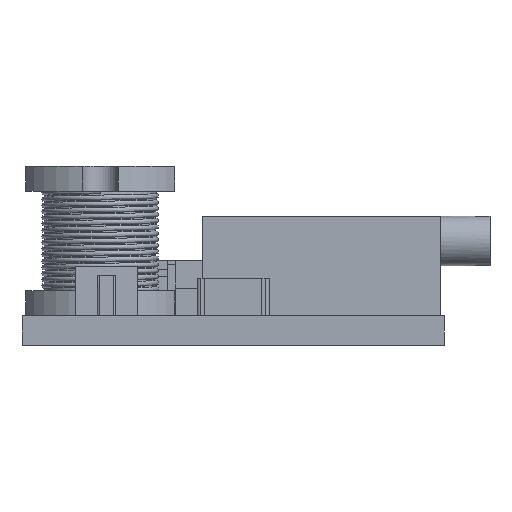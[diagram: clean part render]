
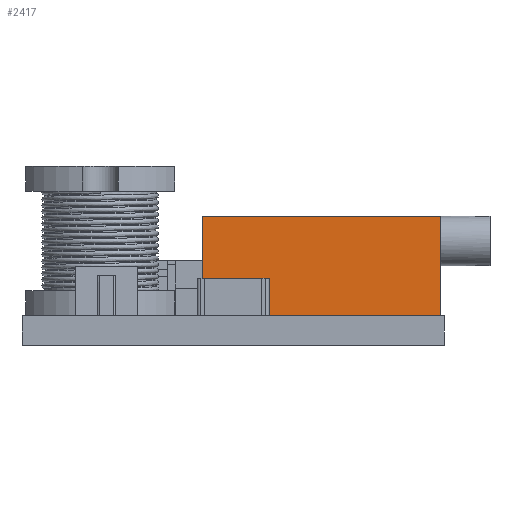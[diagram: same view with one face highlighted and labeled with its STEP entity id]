
A CAD part, front view. The second image highlights one B-rep face of the part: STEP entity #2417.
In plain terms, the highlighted planar face has unit normal (0, -1, 0).
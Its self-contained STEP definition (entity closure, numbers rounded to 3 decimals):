
#2417=ADVANCED_FACE('',(#9859),#9861,.F.);
#9859=FACE_BOUND('',#9860,.T.);
#9860=EDGE_LOOP('',(#14855,#14856,#14857,#14858));
#9861=PLANE('',#9862);
#9862=AXIS2_PLACEMENT_3D('',#9863,#9864,#9865);
#9863=CARTESIAN_POINT('',(10.213,-8.487,34.605));
#9864=DIRECTION('',(0.,1.,0.));
#9865=DIRECTION('',(0.,0.,1.));
#14855=ORIENTED_EDGE('',*,*,#18061,.T.);
#14856=ORIENTED_EDGE('',*,*,#18062,.F.);
#14857=ORIENTED_EDGE('',*,*,#18005,.F.);
#14858=ORIENTED_EDGE('',*,*,#18063,.T.);
#18005=EDGE_CURVE('',#20634,#20636,#20637,.T.);
#18061=EDGE_CURVE('',#20746,#20747,#20748,.T.);
#18062=EDGE_CURVE('',#20636,#20747,#20749,.T.);
#18063=EDGE_CURVE('',#20634,#20746,#20750,.T.);
#20634=VERTEX_POINT('',#33757);
#20636=VERTEX_POINT('',#33761);
#20637=LINE('',#33762,#33763);
#20746=VERTEX_POINT('',#34741);
#20747=VERTEX_POINT('',#34742);
#20748=LINE('',#34743,#34744);
#20749=LINE('',#34746,#34747);
#20750=LINE('',#34749,#34750);
#33757=CARTESIAN_POINT('',(0.613,-8.487,34.605));
#33761=CARTESIAN_POINT('',(10.213,-8.487,34.605));
#33762=CARTESIAN_POINT('',(0.613,-8.487,34.605));
#33763=VECTOR('',#33764,1.);
#33764=DIRECTION('',(1.,0.,0.));
#34741=CARTESIAN_POINT('',(0.613,-8.487,30.605));
#34742=CARTESIAN_POINT('',(10.213,-8.487,30.605));
#34743=CARTESIAN_POINT('',(0.613,-8.487,30.605));
#34744=VECTOR('',#34745,1.);
#34745=DIRECTION('',(1.,0.,0.));
#34746=CARTESIAN_POINT('',(10.213,-8.487,34.605));
#34747=VECTOR('',#34748,1.);
#34748=DIRECTION('',(0.,0.,-1.));
#34749=CARTESIAN_POINT('',(0.613,-8.487,34.605));
#34750=VECTOR('',#34751,1.);
#34751=DIRECTION('',(0.,0.,-1.));
